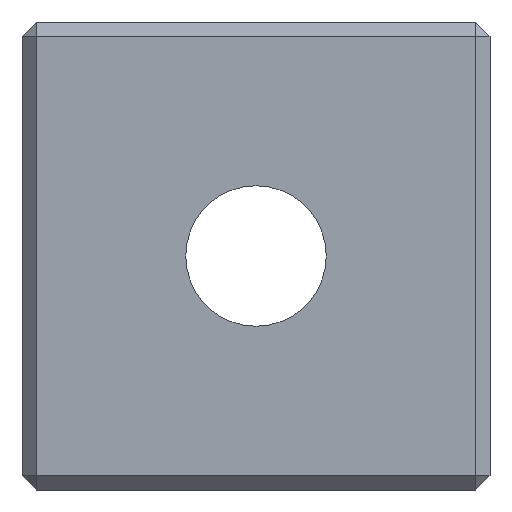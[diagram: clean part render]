
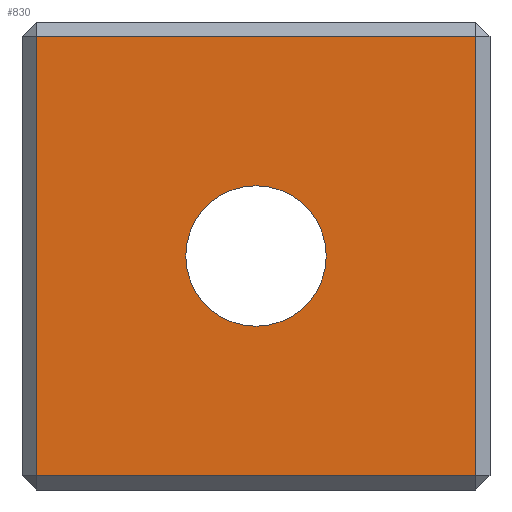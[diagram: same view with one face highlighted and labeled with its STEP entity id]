
A CAD part, left-side view. The second image highlights one B-rep face of the part: STEP entity #830.
In plain terms, the highlighted planar face has unit normal (-1, 0, 0).
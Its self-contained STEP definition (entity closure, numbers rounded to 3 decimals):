
#5 = VECTOR ( 'NONE', #100, 1000. ) ;
#11 = VERTEX_POINT ( 'NONE', #142 ) ;
#34 = ORIENTED_EDGE ( 'NONE', *, *, #1351, .T. ) ;
#38 = FACE_OUTER_BOUND ( 'NONE', #174, .T. ) ;
#46 = VECTOR ( 'NONE', #216, 1000. ) ;
#47 = EDGE_CURVE ( 'NONE', #1140, #11, #1099, .T. ) ;
#100 = DIRECTION ( 'NONE',  ( 0., 0., 1. ) ) ;
#107 = CARTESIAN_POINT ( 'NONE',  ( -5., 4.7, -4.7 ) ) ;
#142 = CARTESIAN_POINT ( 'NONE',  ( -5., 4.7, 4.7 ) ) ;
#146 = AXIS2_PLACEMENT_3D ( 'NONE', #900, #1370, #1349 ) ;
#148 = CARTESIAN_POINT ( 'NONE',  ( -5., 0., -1.5 ) ) ;
#152 = EDGE_CURVE ( 'NONE', #626, #1140, #1081, .T. ) ;
#174 = EDGE_LOOP ( 'NONE', ( #1156, #377, #394, #34 ) ) ;
#216 = DIRECTION ( 'NONE',  ( 0., 0., -1. ) ) ;
#278 = LINE ( 'NONE', #933, #471 ) ;
#280 = EDGE_LOOP ( 'NONE', ( #1367, #548 ) ) ;
#286 = VERTEX_POINT ( 'NONE', #107 ) ;
#293 = AXIS2_PLACEMENT_3D ( 'NONE', #490, #931, #386 ) ;
#316 = CARTESIAN_POINT ( 'NONE',  ( -5., -4.7, -4.7 ) ) ;
#325 = VERTEX_POINT ( 'NONE', #148 ) ;
#334 = EDGE_CURVE ( 'NONE', #286, #626, #278, .T. ) ;
#377 = ORIENTED_EDGE ( 'NONE', *, *, #152, .T. ) ;
#384 = CARTESIAN_POINT ( 'NONE',  ( -5., 4.7, 0. ) ) ;
#386 = DIRECTION ( 'NONE',  ( 0., 0., -1. ) ) ;
#394 = ORIENTED_EDGE ( 'NONE', *, *, #47, .T. ) ;
#459 = FACE_BOUND ( 'NONE', #280, .T. ) ;
#471 = VECTOR ( 'NONE', #1382, 1000. ) ;
#490 = CARTESIAN_POINT ( 'NONE',  ( -5., 0., 0. ) ) ;
#546 = CARTESIAN_POINT ( 'NONE',  ( -5., 0., 0. ) ) ;
#548 = ORIENTED_EDGE ( 'NONE', *, *, #1388, .T. ) ;
#567 = CARTESIAN_POINT ( 'NONE',  ( -5., 0., 1.5 ) ) ;
#591 = PLANE ( 'NONE',  #146 ) ;
#626 = VERTEX_POINT ( 'NONE', #316 ) ;
#651 = AXIS2_PLACEMENT_3D ( 'NONE', #546, #896, #1317 ) ;
#751 = LINE ( 'NONE', #384, #46 ) ;
#760 = DIRECTION ( 'NONE',  ( 0., 1., 0. ) ) ;
#830 = ADVANCED_FACE ( 'NONE', ( #38, #459 ), #591, .T. ) ;
#896 = DIRECTION ( 'NONE',  ( 1., 0., 0. ) ) ;
#900 = CARTESIAN_POINT ( 'NONE',  ( -5., -5., 0. ) ) ;
#931 = DIRECTION ( 'NONE',  ( 1., 0., 0. ) ) ;
#933 = CARTESIAN_POINT ( 'NONE',  ( -5., -5., -4.7 ) ) ;
#974 = EDGE_CURVE ( 'NONE', #325, #1146, #1170, .T. ) ;
#1010 = CARTESIAN_POINT ( 'NONE',  ( -5., -5., 4.7 ) ) ;
#1073 = CARTESIAN_POINT ( 'NONE',  ( -5., -4.7, 0. ) ) ;
#1081 = LINE ( 'NONE', #1073, #5 ) ;
#1099 = LINE ( 'NONE', #1010, #1404 ) ;
#1140 = VERTEX_POINT ( 'NONE', #1263 ) ;
#1146 = VERTEX_POINT ( 'NONE', #567 ) ;
#1156 = ORIENTED_EDGE ( 'NONE', *, *, #334, .T. ) ;
#1167 = CIRCLE ( 'NONE', #651, 1.5 ) ;
#1170 = CIRCLE ( 'NONE', #293, 1.5 ) ;
#1263 = CARTESIAN_POINT ( 'NONE',  ( -5., -4.7, 4.7 ) ) ;
#1317 = DIRECTION ( 'NONE',  ( 0., 0., -1. ) ) ;
#1349 = DIRECTION ( 'NONE',  ( 0., 0., 1. ) ) ;
#1351 = EDGE_CURVE ( 'NONE', #11, #286, #751, .T. ) ;
#1367 = ORIENTED_EDGE ( 'NONE', *, *, #974, .T. ) ;
#1370 = DIRECTION ( 'NONE',  ( -1., 0., 0. ) ) ;
#1382 = DIRECTION ( 'NONE',  ( 0., -1., 0. ) ) ;
#1388 = EDGE_CURVE ( 'NONE', #1146, #325, #1167, .T. ) ;
#1404 = VECTOR ( 'NONE', #760, 1000. ) ;
